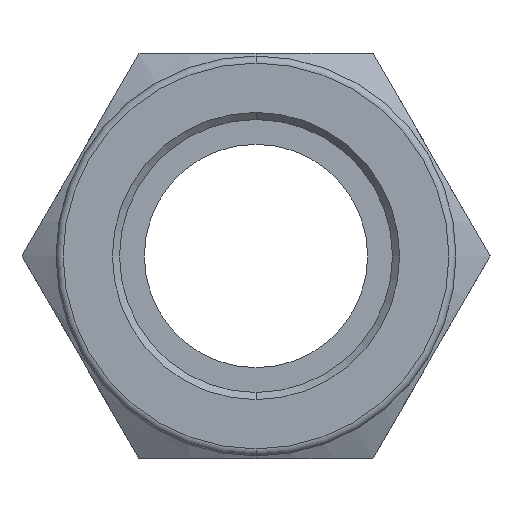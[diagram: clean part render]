
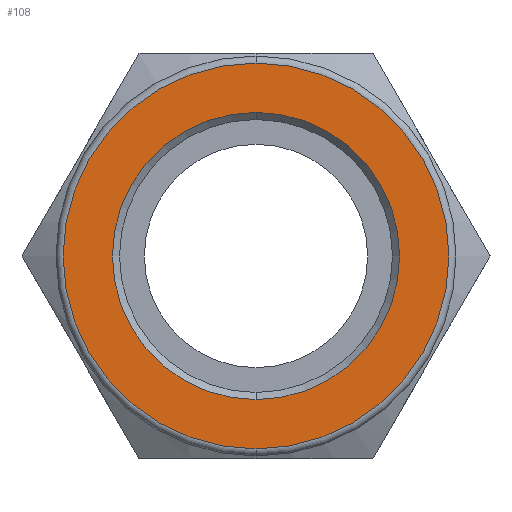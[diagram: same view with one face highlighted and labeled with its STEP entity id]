
A CAD part, left-side view. The second image highlights one B-rep face of the part: STEP entity #108.
In plain terms, the highlighted planar face has unit normal (-1, 0, 0).
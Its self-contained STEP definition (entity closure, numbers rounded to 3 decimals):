
#108=ADVANCED_FACE('',(#220,#221),#222,.T.);
#220=FACE_OUTER_BOUND('',#382,.T.);
#221=FACE_BOUND('',#383,.T.);
#222=PLANE('',#384);
#382=EDGE_LOOP('',(#729,#730));
#383=EDGE_LOOP('',(#731,#732));
#384=AXIS2_PLACEMENT_3D('',#733,#734,#735);
#729=ORIENTED_EDGE('',*,*,#1077,.F.);
#730=ORIENTED_EDGE('',*,*,#1156,.F.);
#731=ORIENTED_EDGE('',*,*,#1088,.T.);
#732=ORIENTED_EDGE('',*,*,#1158,.T.);
#733=CARTESIAN_POINT('',(-26.962,-13.882,-13.882));
#734=DIRECTION('',(-1.0,0.0,0.0));
#735=DIRECTION('',(0.0,0.0,1.0));
#1077=EDGE_CURVE('',#1271,#1272,#1273,.T.);
#1088=EDGE_CURVE('',#1291,#1289,#1292,.T.);
#1156=EDGE_CURVE('',#1272,#1271,#1407,.T.);
#1158=EDGE_CURVE('',#1289,#1291,#1409,.T.);
#1271=VERTEX_POINT('',#1624);
#1272=VERTEX_POINT('',#1625);
#1273=CIRCLE('',#1626,13.6);
#1289=VERTEX_POINT('',#1646);
#1291=VERTEX_POINT('',#1649);
#1292=CIRCLE('',#1650,10.125);
#1407=CIRCLE('',#1936,13.6);
#1409=CIRCLE('',#1938,10.125);
#1624=CARTESIAN_POINT('',(-26.962,0.,-13.6));
#1625=CARTESIAN_POINT('',(-26.962,0.,13.6));
#1626=AXIS2_PLACEMENT_3D('',#2256,#2257,#2258);
#1646=CARTESIAN_POINT('',(-26.962,0.,-10.125));
#1649=CARTESIAN_POINT('',(-26.962,0.0,10.125));
#1650=AXIS2_PLACEMENT_3D('',#2279,#2280,#2281);
#1936=AXIS2_PLACEMENT_3D('',#2376,#2377,#2378);
#1938=AXIS2_PLACEMENT_3D('',#2382,#2383,#2384);
#2256=CARTESIAN_POINT('',(-26.962,0.,0.));
#2257=DIRECTION('',(1.0,0.0,0.0));
#2258=DIRECTION('',(0.0,0.0,-1.0));
#2279=CARTESIAN_POINT('',(-26.962,0.0,0.0));
#2280=DIRECTION('',(1.0,0.0,-0.0));
#2281=DIRECTION('',(0.0,0.0,1.0));
#2376=CARTESIAN_POINT('',(-26.962,0.,0.));
#2377=DIRECTION('',(1.0,0.0,0.0));
#2378=DIRECTION('',(0.0,0.0,-1.0));
#2382=CARTESIAN_POINT('',(-26.962,0.0,0.0));
#2383=DIRECTION('',(1.0,0.0,-0.0));
#2384=DIRECTION('',(0.0,0.0,1.0));
